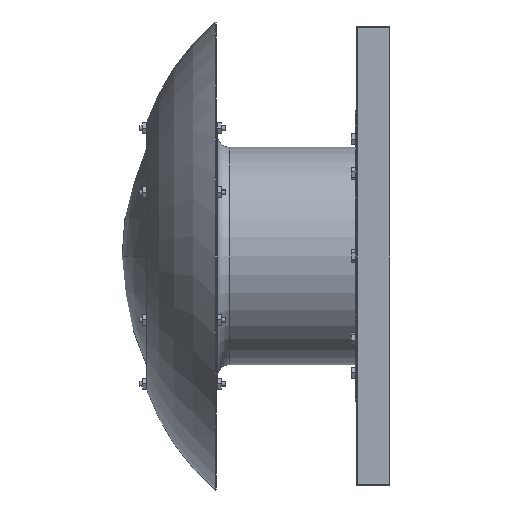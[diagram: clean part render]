
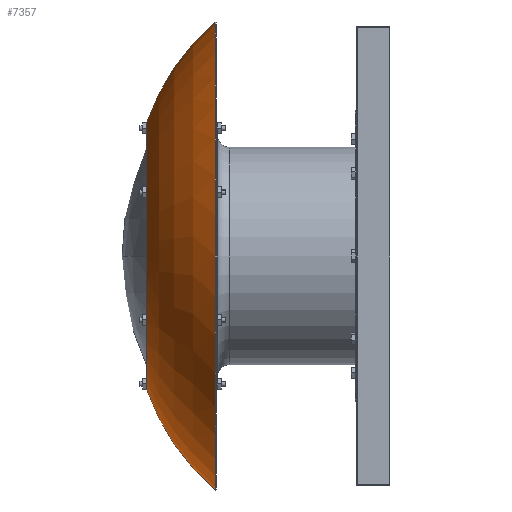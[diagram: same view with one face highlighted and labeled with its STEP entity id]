
A CAD part, left-side view. The second image highlights one B-rep face of the part: STEP entity #7357.
In plain terms, the highlighted toroidal (fillet/blend) face has major radius 71.465 mm and minor radius 281.5 mm.
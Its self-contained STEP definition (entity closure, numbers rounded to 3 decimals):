
#5679 = DIRECTION ( 'NONE',  ( 0., 0., 1. ) ) ;
#5680 = DIRECTION ( 'NONE',  ( -1., 0., 0. ) ) ;
#5681 = CARTESIAN_POINT ( 'NONE',  ( 0., -8.715, -71.465 ) ) ;
#5682 = AXIS2_PLACEMENT_3D ( 'NONE', #5681, #5680, #5679 ) ;
#5683 = CIRCLE ( 'NONE', #5682, 281.5 ) ;
#7216 = EDGE_CURVE ( 'NONE', #7609, #7608, #15040, .T. ) ;
#7357 = ADVANCED_FACE ( 'NONE', ( #15309 ), #15302, .T. ) ;
#7358 = EDGE_LOOP ( 'NONE', ( #7360, #7364, #7366, #7369 ) ) ;
#7360 = ORIENTED_EDGE ( 'NONE', *, *, #7614, .F. ) ;
#7364 = ORIENTED_EDGE ( 'NONE', *, *, #7216, .T. ) ;
#7366 = ORIENTED_EDGE ( 'NONE', *, *, #13766, .T. ) ;
#7369 = ORIENTED_EDGE ( 'NONE', *, *, #7370, .F. ) ;
#7370 = EDGE_CURVE ( 'NONE', #7594, #7557, #15286, .T. ) ;
#7557 = VERTEX_POINT ( 'NONE', #15635 ) ;
#7594 = VERTEX_POINT ( 'NONE', #15703 ) ;
#7608 = VERTEX_POINT ( 'NONE', #15738 ) ;
#7609 = VERTEX_POINT ( 'NONE', #15737 ) ;
#7614 = EDGE_CURVE ( 'NONE', #7609, #7594, #15731, .T. ) ;
#13766 = EDGE_CURVE ( 'NONE', #7608, #7557, #5683, .T. ) ;
#15036 = DIRECTION ( 'NONE',  ( 0., 0., -1. ) ) ;
#15037 = DIRECTION ( 'NONE',  ( 0., -1., 0. ) ) ;
#15038 = CARTESIAN_POINT ( 'NONE',  ( 0., 257.4, 0. ) ) ;
#15039 = AXIS2_PLACEMENT_3D ( 'NONE', #15038, #15037, #15036 ) ;
#15040 = CIRCLE ( 'NONE', #15039, 163.252 ) ;
#15282 = DIRECTION ( 'NONE',  ( 0., 0., -1. ) ) ;
#15283 = DIRECTION ( 'NONE',  ( 0., -1., 0. ) ) ;
#15284 = CARTESIAN_POINT ( 'NONE',  ( 0., 173.37, 0. ) ) ;
#15285 = AXIS2_PLACEMENT_3D ( 'NONE', #15284, #15283, #15282 ) ;
#15286 = CIRCLE ( 'NONE', #15285, 286.144 ) ;
#15299 = DIRECTION ( 'NONE',  ( 0., 0., -1. ) ) ;
#15300 = DIRECTION ( 'NONE',  ( 0., -1., 0. ) ) ;
#15301 = AXIS2_PLACEMENT_3D ( 'NONE', #15308, #15300, #15299 ) ;
#15302 = TOROIDAL_SURFACE ( 'NONE', #15301, 71.465, 281.5 ) ;
#15308 = CARTESIAN_POINT ( 'NONE',  ( 0., -8.715, 0. ) ) ;
#15309 = FACE_OUTER_BOUND ( 'NONE', #7358, .T. ) ;
#15635 = CARTESIAN_POINT ( 'NONE',  ( 0., 173.37, -286.144 ) ) ;
#15703 = CARTESIAN_POINT ( 'NONE',  ( 0., 173.37, 286.144 ) ) ;
#15727 = DIRECTION ( 'NONE',  ( 0., 0., -1. ) ) ;
#15728 = DIRECTION ( 'NONE',  ( 1., 0., 0. ) ) ;
#15729 = CARTESIAN_POINT ( 'NONE',  ( 0., -8.715, 71.465 ) ) ;
#15730 = AXIS2_PLACEMENT_3D ( 'NONE', #15729, #15728, #15727 ) ;
#15731 = CIRCLE ( 'NONE', #15730, 281.5 ) ;
#15737 = CARTESIAN_POINT ( 'NONE',  ( 0., 257.4, 163.252 ) ) ;
#15738 = CARTESIAN_POINT ( 'NONE',  ( 0., 257.4, -163.252 ) ) ;
